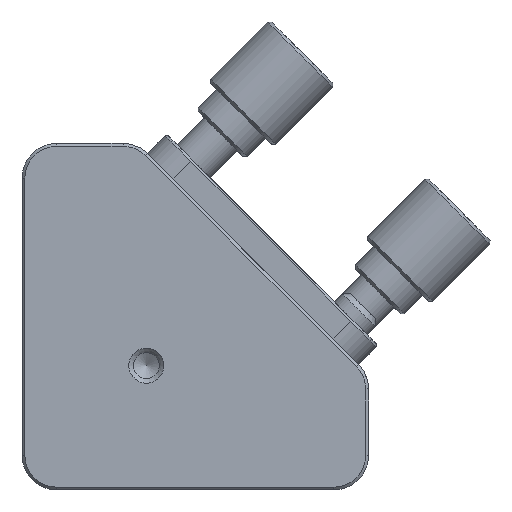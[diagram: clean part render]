
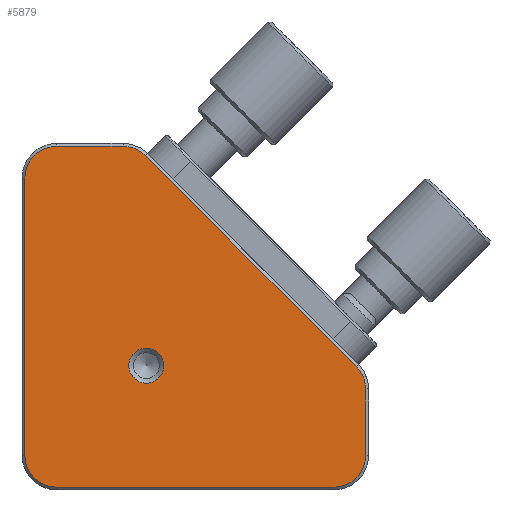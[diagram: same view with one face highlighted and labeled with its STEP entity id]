
A CAD part, front view. The second image highlights one B-rep face of the part: STEP entity #5879.
In plain terms, the highlighted planar face has unit normal (0, -1, 0).
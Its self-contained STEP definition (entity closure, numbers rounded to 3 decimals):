
#67 = EDGE_CURVE ( 'NONE', #8021, #14218, #9956, .T. ) ;
#80 = CARTESIAN_POINT ( 'NONE',  ( -6.263, -15.037, 14.787 ) ) ;
#289 = CARTESIAN_POINT ( 'NONE',  ( -4.318, -15.037, 13.981 ) ) ;
#493 = VECTOR ( 'NONE', #14279, 1000. ) ;
#494 = EDGE_CURVE ( 'NONE', #1138, #12861, #710, .T. ) ;
#582 = CIRCLE ( 'NONE', #2745, 1.524 ) ;
#710 = LINE ( 'NONE', #13568, #4840 ) ;
#844 = CARTESIAN_POINT ( 'NONE',  ( -2.718, -15.037, -4.242 ) ) ;
#941 = DIRECTION ( 'NONE',  ( 0., 1., 0. ) ) ;
#1138 = VERTEX_POINT ( 'NONE', #14934 ) ;
#1483 = DIRECTION ( 'NONE',  ( -1., 0., 0. ) ) ;
#1574 = EDGE_CURVE ( 'NONE', #12861, #6874, #6765, .T. ) ;
#2036 = DIRECTION ( 'NONE',  ( 1., 0., 0. ) ) ;
#2097 = CIRCLE ( 'NONE', #7503, 2.75 ) ;
#2365 = ORIENTED_EDGE ( 'NONE', *, *, #7246, .F. ) ;
#2529 = DIRECTION ( 'NONE',  ( 1., 0., 0. ) ) ;
#2532 = LINE ( 'NONE', #9210, #15083 ) ;
#2671 = ORIENTED_EDGE ( 'NONE', *, *, #7303, .F. ) ;
#2745 = AXIS2_PLACEMENT_3D ( 'NONE', #10212, #5224, #2529 ) ;
#2752 = CARTESIAN_POINT ( 'NONE',  ( -12.037, -15.037, -12.037 ) ) ;
#2795 = FACE_BOUND ( 'NONE', #14698, .T. ) ;
#2983 = CIRCLE ( 'NONE', #9992, 2.75 ) ;
#3139 = CARTESIAN_POINT ( 'NONE',  ( -12.037, -15.037, 14.787 ) ) ;
#3305 = LINE ( 'NONE', #8459, #16163 ) ;
#3512 = AXIS2_PLACEMENT_3D ( 'NONE', #2752, #7899, #1483 ) ;
#3737 = ORIENTED_EDGE ( 'NONE', *, *, #16012, .F. ) ;
#3976 = VERTEX_POINT ( 'NONE', #289 ) ;
#4135 = VERTEX_POINT ( 'NONE', #13468 ) ;
#4472 = VERTEX_POINT ( 'NONE', #80 ) ;
#4568 = CARTESIAN_POINT ( 'NONE',  ( 14.787, -15.037, -6.263 ) ) ;
#4840 = VECTOR ( 'NONE', #11271, 1000. ) ;
#5157 = DIRECTION ( 'NONE',  ( 0., 0., 1. ) ) ;
#5224 = DIRECTION ( 'NONE',  ( 0., -1., 0. ) ) ;
#5368 = EDGE_CURVE ( 'NONE', #14218, #9286, #5478, .T. ) ;
#5478 = LINE ( 'NONE', #10635, #13591 ) ;
#5879 = ADVANCED_FACE ( 'NONE', ( #2795, #12853 ), #10570, .F. ) ;
#5962 = EDGE_CURVE ( 'NONE', #4472, #3976, #14029, .T. ) ;
#6318 = DIRECTION ( 'NONE',  ( 0., 1., 0. ) ) ;
#6383 = EDGE_CURVE ( 'NONE', #9286, #1138, #2097, .T. ) ;
#6412 = LINE ( 'NONE', #6583, #493 ) ;
#6450 = AXIS2_PLACEMENT_3D ( 'NONE', #10804, #10895, #10971 ) ;
#6583 = CARTESIAN_POINT ( 'NONE',  ( -4.318, -15.037, 13.981 ) ) ;
#6723 = CARTESIAN_POINT ( 'NONE',  ( 13.981, -15.037, -4.318 ) ) ;
#6736 = DIRECTION ( 'NONE',  ( 0., 0., -1. ) ) ;
#6765 = CIRCLE ( 'NONE', #3512, 2.75 ) ;
#6874 = VERTEX_POINT ( 'NONE', #7470 ) ;
#6911 = EDGE_LOOP ( 'NONE', ( #14240, #14411, #15458, #2671, #12947, #10204, #7887, #2365, #7907, #11600 ) ) ;
#7246 = EDGE_CURVE ( 'NONE', #6874, #4135, #2532, .T. ) ;
#7303 = EDGE_CURVE ( 'NONE', #3976, #8021, #6412, .T. ) ;
#7432 = DIRECTION ( 'NONE',  ( -1., 0., 0. ) ) ;
#7470 = CARTESIAN_POINT ( 'NONE',  ( -14.787, -15.037, -12.037 ) ) ;
#7503 = AXIS2_PLACEMENT_3D ( 'NONE', #13956, #14207, #7432 ) ;
#7730 = DIRECTION ( 'NONE',  ( 0., 0., 1. ) ) ;
#7887 = ORIENTED_EDGE ( 'NONE', *, *, #9008, .F. ) ;
#7899 = DIRECTION ( 'NONE',  ( 0., 1., 0. ) ) ;
#7907 = ORIENTED_EDGE ( 'NONE', *, *, #1574, .F. ) ;
#8021 = VERTEX_POINT ( 'NONE', #6723 ) ;
#8459 = CARTESIAN_POINT ( 'NONE',  ( 0., -15.037, 14.787 ) ) ;
#8597 = AXIS2_PLACEMENT_3D ( 'NONE', #15735, #9302, #5157 ) ;
#9008 = EDGE_CURVE ( 'NONE', #4135, #12847, #2983, .T. ) ;
#9039 = DIRECTION ( 'NONE',  ( 0., 0., 1. ) ) ;
#9210 = CARTESIAN_POINT ( 'NONE',  ( -14.787, -15.037, 0. ) ) ;
#9286 = VERTEX_POINT ( 'NONE', #9794 ) ;
#9302 = DIRECTION ( 'NONE',  ( 0., 1., 0. ) ) ;
#9794 = CARTESIAN_POINT ( 'NONE',  ( 14.787, -15.037, -12.037 ) ) ;
#9956 = CIRCLE ( 'NONE', #13197, 2.75 ) ;
#9992 = AXIS2_PLACEMENT_3D ( 'NONE', #13627, #941, #16253 ) ;
#10204 = ORIENTED_EDGE ( 'NONE', *, *, #14557, .F. ) ;
#10212 = CARTESIAN_POINT ( 'NONE',  ( -4.242, -15.037, -4.242 ) ) ;
#10570 = PLANE ( 'NONE',  #8597 ) ;
#10635 = CARTESIAN_POINT ( 'NONE',  ( 14.787, -15.037, 0. ) ) ;
#10804 = CARTESIAN_POINT ( 'NONE',  ( -6.263, -15.037, 12.037 ) ) ;
#10895 = DIRECTION ( 'NONE',  ( 0., 1., 0. ) ) ;
#10971 = DIRECTION ( 'NONE',  ( 0., 0., 1. ) ) ;
#11271 = DIRECTION ( 'NONE',  ( -1., 0., 0. ) ) ;
#11600 = ORIENTED_EDGE ( 'NONE', *, *, #494, .F. ) ;
#12847 = VERTEX_POINT ( 'NONE', #3139 ) ;
#12853 = FACE_OUTER_BOUND ( 'NONE', #6911, .T. ) ;
#12861 = VERTEX_POINT ( 'NONE', #14577 ) ;
#12947 = ORIENTED_EDGE ( 'NONE', *, *, #5962, .F. ) ;
#13197 = AXIS2_PLACEMENT_3D ( 'NONE', #16647, #6318, #7730 ) ;
#13468 = CARTESIAN_POINT ( 'NONE',  ( -14.787, -15.037, 12.037 ) ) ;
#13568 = CARTESIAN_POINT ( 'NONE',  ( 0., -15.037, -14.787 ) ) ;
#13591 = VECTOR ( 'NONE', #6736, 1000. ) ;
#13627 = CARTESIAN_POINT ( 'NONE',  ( -12.037, -15.037, 12.037 ) ) ;
#13956 = CARTESIAN_POINT ( 'NONE',  ( 12.037, -15.037, -12.037 ) ) ;
#14029 = CIRCLE ( 'NONE', #6450, 2.75 ) ;
#14207 = DIRECTION ( 'NONE',  ( 0., 1., 0. ) ) ;
#14218 = VERTEX_POINT ( 'NONE', #4568 ) ;
#14240 = ORIENTED_EDGE ( 'NONE', *, *, #6383, .F. ) ;
#14279 = DIRECTION ( 'NONE',  ( 0.707, 0., -0.707 ) ) ;
#14411 = ORIENTED_EDGE ( 'NONE', *, *, #5368, .F. ) ;
#14557 = EDGE_CURVE ( 'NONE', #12847, #4472, #3305, .T. ) ;
#14577 = CARTESIAN_POINT ( 'NONE',  ( -12.037, -15.037, -14.787 ) ) ;
#14698 = EDGE_LOOP ( 'NONE', ( #3737 ) ) ;
#14934 = CARTESIAN_POINT ( 'NONE',  ( 12.037, -15.037, -14.787 ) ) ;
#15083 = VECTOR ( 'NONE', #9039, 1000. ) ;
#15305 = VERTEX_POINT ( 'NONE', #844 ) ;
#15458 = ORIENTED_EDGE ( 'NONE', *, *, #67, .F. ) ;
#15735 = CARTESIAN_POINT ( 'NONE',  ( 0., -15.037, 0. ) ) ;
#16012 = EDGE_CURVE ( 'NONE', #15305, #15305, #582, .T. ) ;
#16163 = VECTOR ( 'NONE', #2036, 1000. ) ;
#16253 = DIRECTION ( 'NONE',  ( 0., 0., 1. ) ) ;
#16647 = CARTESIAN_POINT ( 'NONE',  ( 12.037, -15.037, -6.263 ) ) ;
